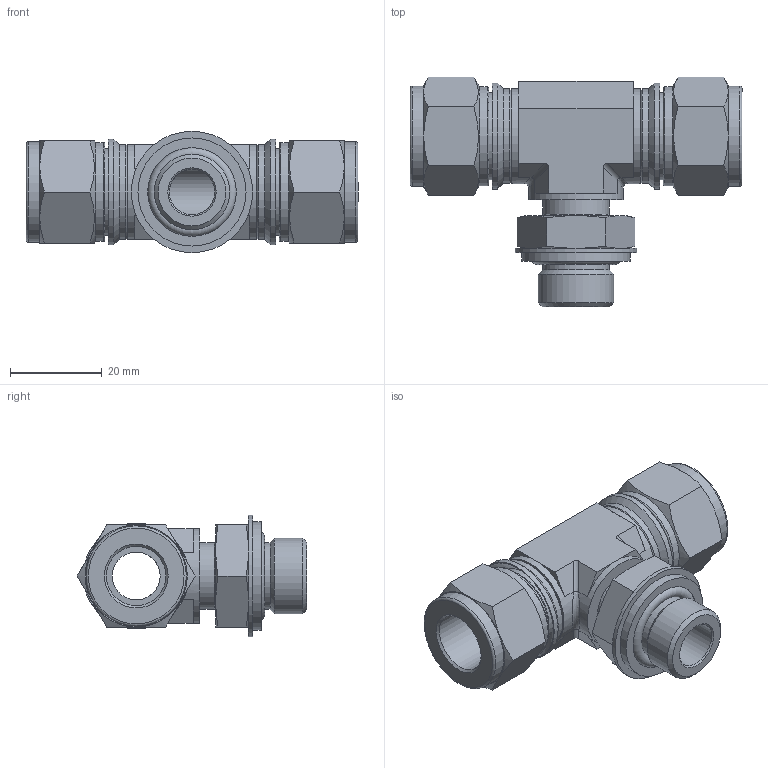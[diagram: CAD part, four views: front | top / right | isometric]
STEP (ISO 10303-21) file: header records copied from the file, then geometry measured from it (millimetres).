
FILE_DESCRIPTION(/* description */ (''),/* implementation_level */ '2;1');
FILE_NAME(/* name */ 'SPMBTI-8-6G.stp',/* time_stamp */ '2022-05-25T08:41:34+09:00',/* author */ ('user'),/* organization */ (''),/* preprocessor_version */ 'ST-DEVELOPER v18.1',/* originating_system */ 'Autodesk Inventor 2022',/* authorisation */ '');
FILE_SCHEMA (('AUTOMOTIVE_DESIGN { 1 0 10303 214 3 1 1 }'));
Length unit declared in the file: millimetre
Products named in the file (1): SPMBT-8-6G
Bounding box: 72.2 x 49.93 x 26.4 mm (x, y, z)
Volume: 25058.3 mm3; surface area: 13731.4 mm2
Topology: 1 solids, 1 shells, 146 faces, 337 edges, 211 vertices
Faces by surface type: plane 66, cone 42, cylinder 31, torus 5, bspline 2
Full cylindrical faces by diameter (mm): 9.9 x1, 10.414 x1, 12.9 x2, 14.5 x2, 16.42 x1, 17.2 x2, 17.7 x2, 18.9 x2, 19.3 x1, 20.6 x5, 21.5 x2, 21.8 x2, 23 x2, 23.5 x1, 26.4 x1
Entity records: 4210 total; most frequent: CARTESIAN_POINT 924, DIRECTION 695, ORIENTED_EDGE 674, EDGE_CURVE 337, AXIS2_PLACEMENT_3D 276, VERTEX_POINT 211, EDGE_LOOP 168, FACE_OUTER_BOUND 146
